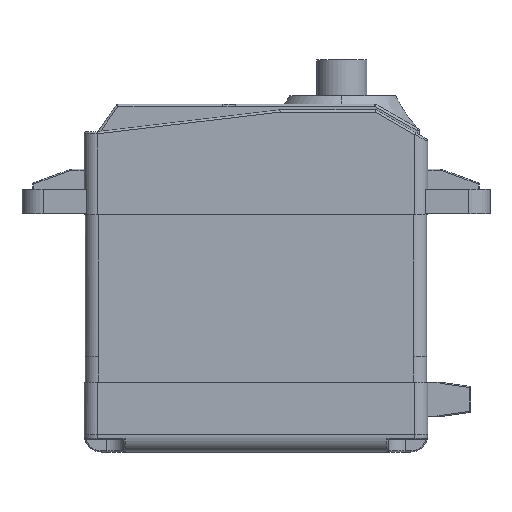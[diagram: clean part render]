
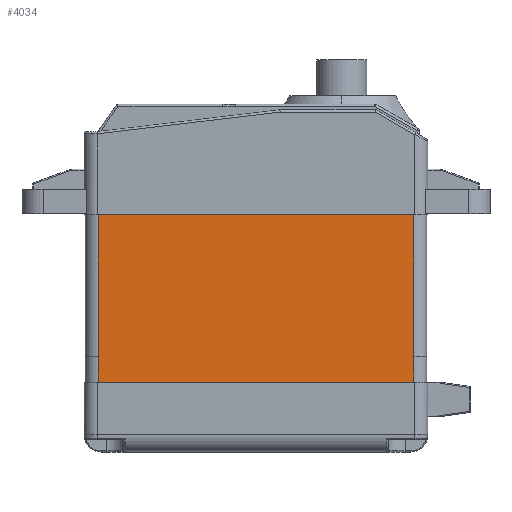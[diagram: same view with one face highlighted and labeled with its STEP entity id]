
A CAD part, front view. The second image highlights one B-rep face of the part: STEP entity #4034.
In plain terms, the highlighted planar face has unit normal (0, -1, 0).
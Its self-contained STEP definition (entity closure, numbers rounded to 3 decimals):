
#119=PLANE('',#4423);
#226=LINE('',#6045,#582);
#228=LINE('',#6060,#584);
#232=LINE('',#6072,#588);
#347=LINE('',#6922,#703);
#361=LINE('',#6963,#717);
#364=LINE('',#6971,#720);
#582=VECTOR('',#4769,10.);
#584=VECTOR('',#4777,10.);
#588=VECTOR('',#4789,10.);
#703=VECTOR('',#5258,10.);
#717=VECTOR('',#5296,10.);
#720=VECTOR('',#5307,10.);
#1142=FACE_OUTER_BOUND('',#1388,.T.);
#1388=EDGE_LOOP('',(#3322,#3323,#3324,#3325,#3326,#3327));
#1753=VERTEX_POINT('',#6042);
#1754=VERTEX_POINT('',#6044);
#1755=VERTEX_POINT('',#6053);
#1758=VERTEX_POINT('',#6058);
#1912=VERTEX_POINT('',#6918);
#1914=VERTEX_POINT('',#6921);
#2144=EDGE_CURVE('',#1753,#1754,#226,.T.);
#2149=EDGE_CURVE('',#1755,#1758,#228,.T.);
#2156=EDGE_CURVE('',#1758,#1754,#232,.T.);
#2397=EDGE_CURVE('',#1912,#1914,#347,.T.);
#2418=EDGE_CURVE('',#1914,#1753,#361,.T.);
#2422=EDGE_CURVE('',#1755,#1912,#364,.T.);
#3322=ORIENTED_EDGE('',*,*,#2418,.F.);
#3323=ORIENTED_EDGE('',*,*,#2397,.F.);
#3324=ORIENTED_EDGE('',*,*,#2422,.F.);
#3325=ORIENTED_EDGE('',*,*,#2149,.T.);
#3326=ORIENTED_EDGE('',*,*,#2156,.T.);
#3327=ORIENTED_EDGE('',*,*,#2144,.F.);
#4034=ADVANCED_FACE('',(#1142),#119,.F.);
#4423=AXIS2_PLACEMENT_3D('',#6979,#5317,#5318);
#4769=DIRECTION('',(0.,0.,-1.));
#4777=DIRECTION('',(0.,0.,-1.));
#4789=DIRECTION('',(1.,0.,0.));
#5258=DIRECTION('',(1.,0.,0.));
#5296=DIRECTION('',(0.,0.,-1.));
#5307=DIRECTION('',(0.,0.,1.));
#5317=DIRECTION('center_axis',(0.,1.,0.));
#5318=DIRECTION('ref_axis',(0.,0.,1.));
#6042=CARTESIAN_POINT('',(18.372,-9.875,-9.125));
#6044=CARTESIAN_POINT('',(18.372,-9.875,-12.125));
#6045=CARTESIAN_POINT('',(18.372,-9.875,-9.125));
#6053=CARTESIAN_POINT('',(-18.381,-9.875,-9.125));
#6058=CARTESIAN_POINT('',(-18.381,-9.875,-12.125));
#6060=CARTESIAN_POINT('',(-18.381,-9.875,-9.125));
#6072=CARTESIAN_POINT('',(-20.,-9.875,-12.125));
#6918=CARTESIAN_POINT('',(-18.375,-9.875,7.375));
#6921=CARTESIAN_POINT('',(18.375,-9.875,7.375));
#6922=CARTESIAN_POINT('',(20.,-9.875,7.375));
#6963=CARTESIAN_POINT('',(18.373,-9.875,-5.001));
#6971=CARTESIAN_POINT('',(-18.376,-9.875,3.253));
#6979=CARTESIAN_POINT('Origin',(0.,-9.875,-0.875));
